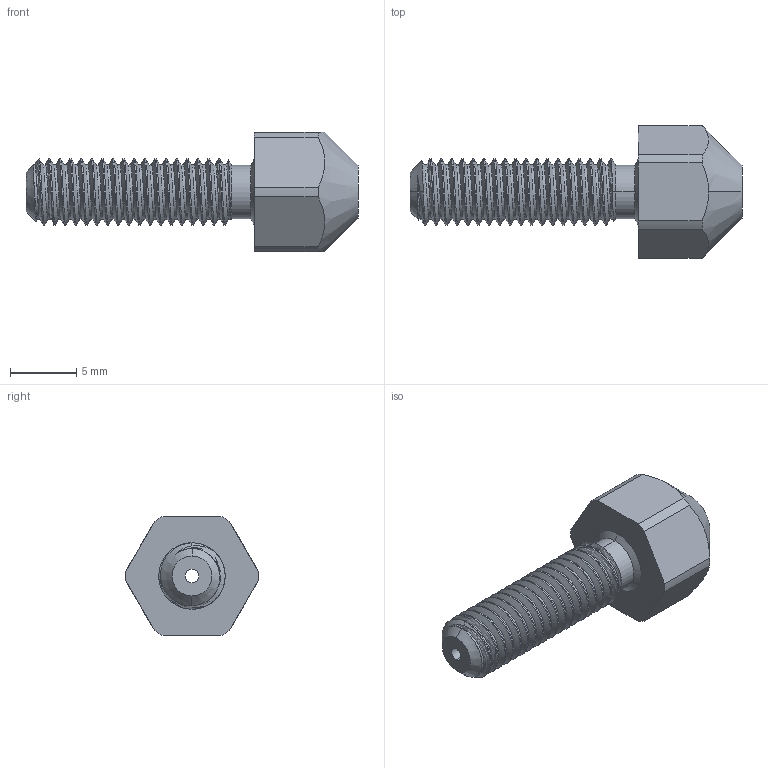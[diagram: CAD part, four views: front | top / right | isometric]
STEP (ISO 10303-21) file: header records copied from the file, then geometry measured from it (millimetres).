
FILE_DESCRIPTION (( 'STEP AP214' ), '1' );
FILE_NAME ('Nozzle.STEP', '2023-07-06T05:07:27', ( '' ), ( '' ), 'SwSTEP 2.0', 'SolidWorks 2021', '' );
FILE_SCHEMA (( 'AUTOMOTIVE_DESIGN' ));
Length unit declared in the file: millimetre
Products named in the file (1): Nozzle
Bounding box: 25 x 10 x 9 mm (x, y, z)
Volume: 703 mm3; surface area: 762.4 mm2
Topology: 1 solids, 1 shells, 67 faces, 186 edges, 122 vertices
Faces by surface type: cylinder 46, cone 9, plane 9, bspline 3
Entity records: 5317 total; most frequent: CARTESIAN_POINT 3805, ORIENTED_EDGE 372, DIRECTION 252, EDGE_CURVE 186, VERTEX_POINT 122, AXIS2_PLACEMENT_3D 93, EDGE_LOOP 70, ADVANCED_FACE 67
